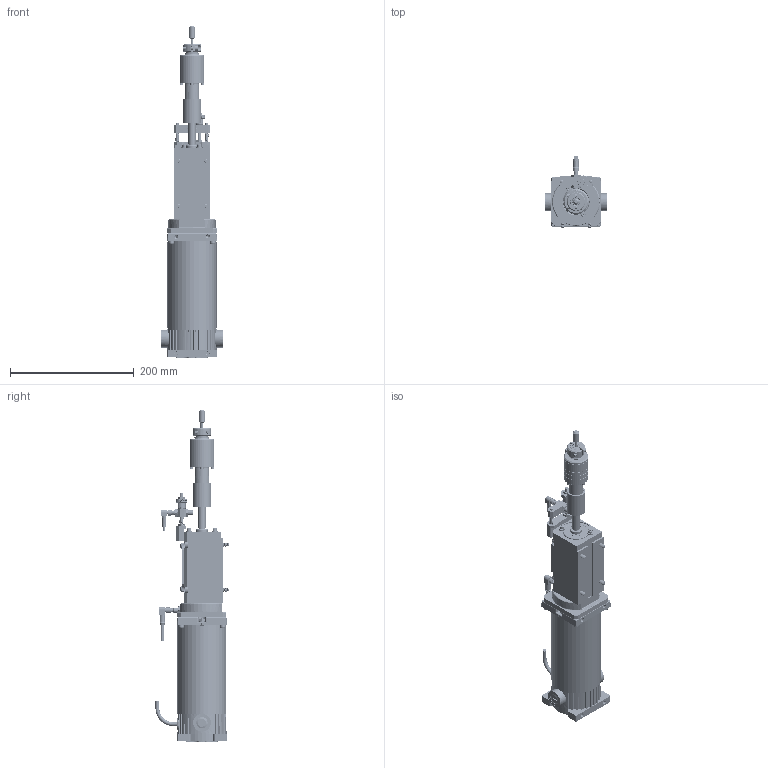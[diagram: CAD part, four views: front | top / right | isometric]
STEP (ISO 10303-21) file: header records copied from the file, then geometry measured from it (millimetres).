
FILE_DESCRIPTION(/* description */ (''),/* implementation_level */ '2;1');
FILE_NAME(/* name */ 'Walter''R17760 - TVU-STH-500-D-1X-12.5.stp',/* time_stamp */ '2018-10-15T15:15:30-04:00',/* author */ ('rguess'),/* organization */ (''),/* preprocessor_version */ 'ST-DEVELOPER v16.13',/* originating_system */ 'Autodesk Inventor 2018',/* authorisation */ '');
FILE_SCHEMA (('AUTOMOTIVE_DESIGN { 1 0 10303 214 3 1 1 }'));
Products named in the file (1): R17760 - TVU-STH-500-D-1X-12.5_Shrinkwrap_2
Bounding box: 99.69 x 118.26 x 537.29 mm (x, y, z)
Surface area: 197571.8 mm2 (no closed solid volume)
Topology: 0 solids, 74 shells, 4088 faces, 10774 edges, 6838 vertices
Faces by surface type: plane 2641, cylinder 739, bspline 373, cone 280, torus 37, sphere 18
Full cylindrical faces by diameter (mm): 1 x4, 3 x140, 4.2 x1, 4.572 x2, 4.762 x1, 5 x5, 5.105 x4, 5.207 x1, 5.5 x4, 6 x94, 6.35 x3, 6.4 x2, 6.426 x1, 6.492 x1, 6.5 x5, 6.531 x1, 6.8 x1, 7 x2, 8 x4, 8.453 x2, 8.5 x8, 9 x2, 9.233 x1, 9.5 x4, 9.6 x1, 9.601 x2, 10 x7, 10.9 x1, 12.5 x1, 12.7 x2
Entity records: 188070 total; most frequent: CARTESIAN_POINT 92515, DIRECTION 18775, ORIENTED_EDGE 18585, EDGE_CURVE 9711, AXIS2_PLACEMENT_3D 6805, VERTEX_POINT 6275, LINE 5165, VECTOR 5165
